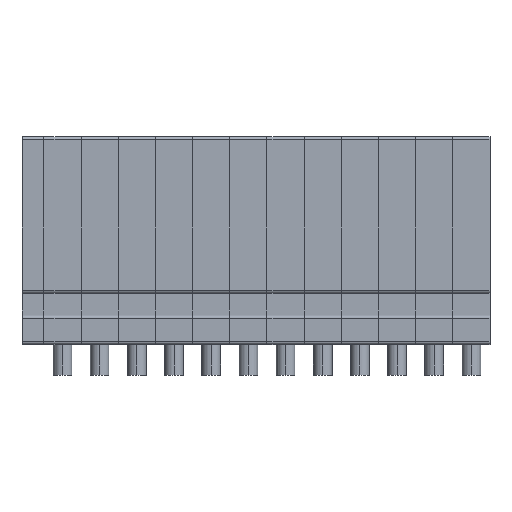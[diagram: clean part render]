
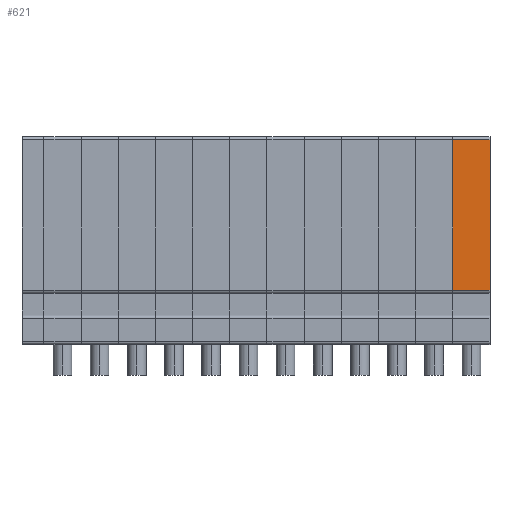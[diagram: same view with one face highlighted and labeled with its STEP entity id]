
A CAD part, top view. The second image highlights one B-rep face of the part: STEP entity #621.
In plain terms, the highlighted planar face has unit normal (0, 0, 1).
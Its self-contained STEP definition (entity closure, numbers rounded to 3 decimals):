
#341 = DIRECTION ( 'NONE',  ( -1., 0., 0. ) ) ;
#390 = CARTESIAN_POINT ( 'NONE',  ( 0., 14., 12.2 ) ) ;
#453 = LINE ( 'NONE', #684, #2069 ) ;
#501 = VERTEX_POINT ( 'NONE', #1899 ) ;
#506 = EDGE_CURVE ( 'NONE', #2384, #600, #1086, .T. ) ;
#600 = VERTEX_POINT ( 'NONE', #2502 ) ;
#621 = ADVANCED_FACE ( 'NONE', ( #1170 ), #1518, .F. ) ;
#684 = CARTESIAN_POINT ( 'NONE',  ( 2.54, 0., 12.2 ) ) ;
#694 = DIRECTION ( 'NONE',  ( 1., 0., 0. ) ) ;
#864 = ORIENTED_EDGE ( 'NONE', *, *, #2550, .T. ) ;
#1017 = DIRECTION ( 'NONE',  ( -1., 0., 0. ) ) ;
#1075 = EDGE_LOOP ( 'NONE', ( #864, #1946, #2242, #1859 ) ) ;
#1086 = LINE ( 'NONE', #2495, #1500 ) ;
#1170 = FACE_OUTER_BOUND ( 'NONE', #1075, .T. ) ;
#1197 = CARTESIAN_POINT ( 'NONE',  ( 0., 0., 12.2 ) ) ;
#1235 = LINE ( 'NONE', #1197, #2198 ) ;
#1500 = VECTOR ( 'NONE', #694, 1000. ) ;
#1518 = PLANE ( 'NONE',  #2477 ) ;
#1519 = LINE ( 'NONE', #390, #2478 ) ;
#1549 = CARTESIAN_POINT ( 'NONE',  ( 0., 0., 12.2 ) ) ;
#1568 = VERTEX_POINT ( 'NONE', #2279 ) ;
#1718 = EDGE_CURVE ( 'NONE', #600, #501, #453, .T. ) ;
#1762 = CARTESIAN_POINT ( 'NONE',  ( 0., 3.7, 12.2 ) ) ;
#1859 = ORIENTED_EDGE ( 'NONE', *, *, #2556, .T. ) ;
#1899 = CARTESIAN_POINT ( 'NONE',  ( 2.54, 14., 12.2 ) ) ;
#1922 = DIRECTION ( 'NONE',  ( 0., 1., 0. ) ) ;
#1946 = ORIENTED_EDGE ( 'NONE', *, *, #506, .T. ) ;
#2069 = VECTOR ( 'NONE', #1922, 1000. ) ;
#2166 = DIRECTION ( 'NONE',  ( 0., 0., -1. ) ) ;
#2198 = VECTOR ( 'NONE', #2245, 1000. ) ;
#2242 = ORIENTED_EDGE ( 'NONE', *, *, #1718, .T. ) ;
#2245 = DIRECTION ( 'NONE',  ( 0., -1., 0. ) ) ;
#2279 = CARTESIAN_POINT ( 'NONE',  ( 0., 14., 12.2 ) ) ;
#2384 = VERTEX_POINT ( 'NONE', #1762 ) ;
#2477 = AXIS2_PLACEMENT_3D ( 'NONE', #1549, #2166, #341 ) ;
#2478 = VECTOR ( 'NONE', #1017, 1000. ) ;
#2495 = CARTESIAN_POINT ( 'NONE',  ( 0., 3.7, 12.2 ) ) ;
#2502 = CARTESIAN_POINT ( 'NONE',  ( 2.54, 3.7, 12.2 ) ) ;
#2550 = EDGE_CURVE ( 'NONE', #1568, #2384, #1235, .T. ) ;
#2556 = EDGE_CURVE ( 'NONE', #501, #1568, #1519, .T. ) ;
